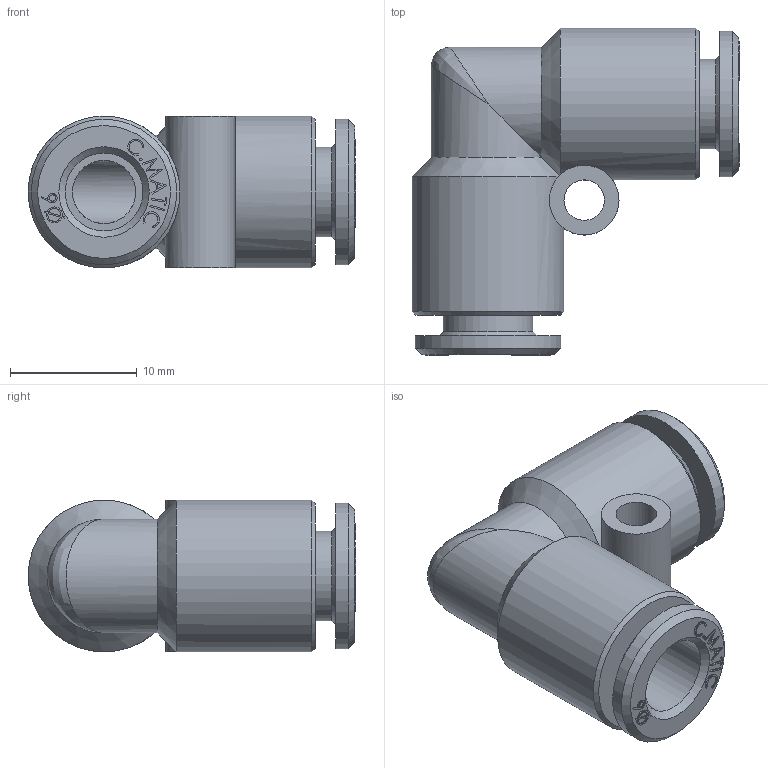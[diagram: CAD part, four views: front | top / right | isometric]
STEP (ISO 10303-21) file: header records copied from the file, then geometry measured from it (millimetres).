
FILE_DESCRIPTION( ( 'STEP AP214' ), '1' );
FILE_NAME( 'psolqas_5044_30.stp', '2021-03-04T17:00:47', ( 'License CC BY-ND 4.0' ), ( 'CADENAS' ), ' ', 'PARTsolutions', ' ' );
FILE_SCHEMA( ( 'AUTOMOTIVE_DESIGN { 1 0 10303 214 1 1 1 1 }' ) );
Length unit declared in the file: metre
Products named in the file (1): NONE
Bounding box: 25.9 x 25.9 x 12 mm (x, y, z)
Volume: 2754.6 mm3; surface area: 2759.5 mm2
Topology: 1 solids, 1 shells, 249 faces, 642 edges, 426 vertices
Faces by surface type: plane 138, bspline 87, cylinder 14, cone 10
Full cylindrical faces by diameter (mm): 3.2 x1, 5 x2, 5.5 x1, 6.15 x2, 7.1 x2, 11.5 x2, 12 x2
Entity records: 14263 total; most frequent: CARTESIAN_POINT 6903, ORIENTED_EDGE 1228, DIRECTION 782, EDGE_CURVE 614, VERTEX_POINT 420, LINE 392, VECTOR 392, EDGE_LOOP 306
